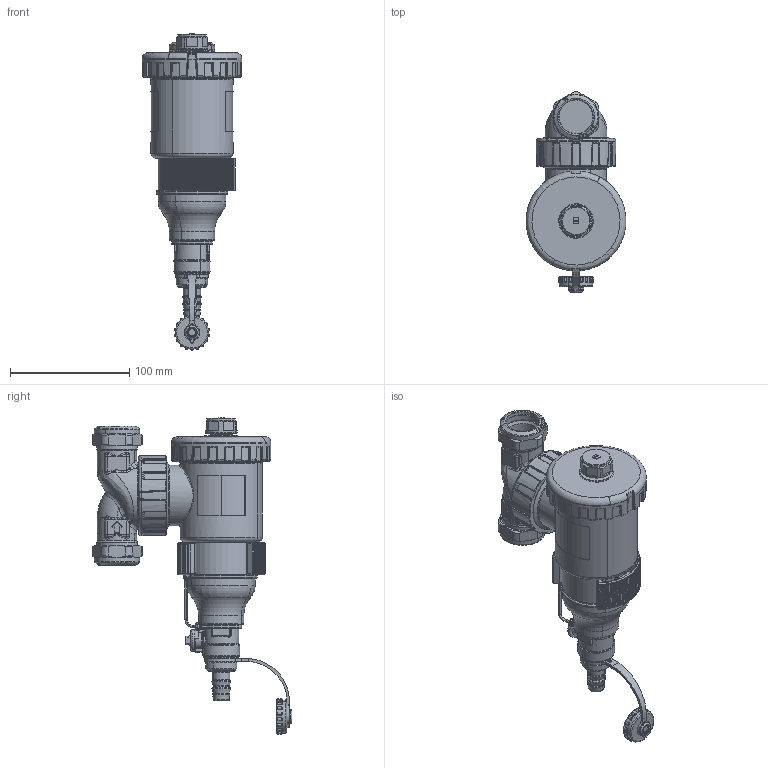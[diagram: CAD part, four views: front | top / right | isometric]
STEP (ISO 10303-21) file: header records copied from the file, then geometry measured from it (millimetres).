
FILE_DESCRIPTION(('CATIA V5 STEP Exchange','CAx-IF Rec.Pracs.--- Model Styling and Organization---1.4--- 2014-01-23','CAx-IF Rec.Pracs.---3D Tessellated Data Validation Properties---0.5---2014-09-14'),'2;1');
FILE_NAME('STEP_545303_-_TST.stp','2021-05-18T12:28:51+00:00',('none'),('none'),'CATIA Version 5-6 Release 2019 SP3','CATIA V5 STEP AP242 v1','none');
FILE_SCHEMA(('AP242_MANAGED_MODEL_BASED_3D_ENGINEERING_MIM_LF {1 0 10303 442 1 1 4}'));
Products named in the file (1): 545303 - TST
Bounding box: 83.88 x 167.94 x 265.87 mm (x, y, z)
Volume: 759835.3 mm3; surface area: 98817 mm2
Topology: 2 solids, 2 shells, 4186 faces, 10387 edges, 6095 vertices
Faces by surface type: plane 1356, cylinder 1037, bspline 925, torus 544, cone 240, sphere 82, revolution 2
Entity records: 178122 total; most frequent: CARTESIAN_POINT 92409, ORIENTED_EDGE 20440, DIRECTION 10597, EDGE_CURVE 10220, VERTEX_POINT 6095, AXIS2_PLACEMENT_3D 5500, B_SPLINE_CURVE_WITH_KNOTS 4689, EDGE_LOOP 4267
